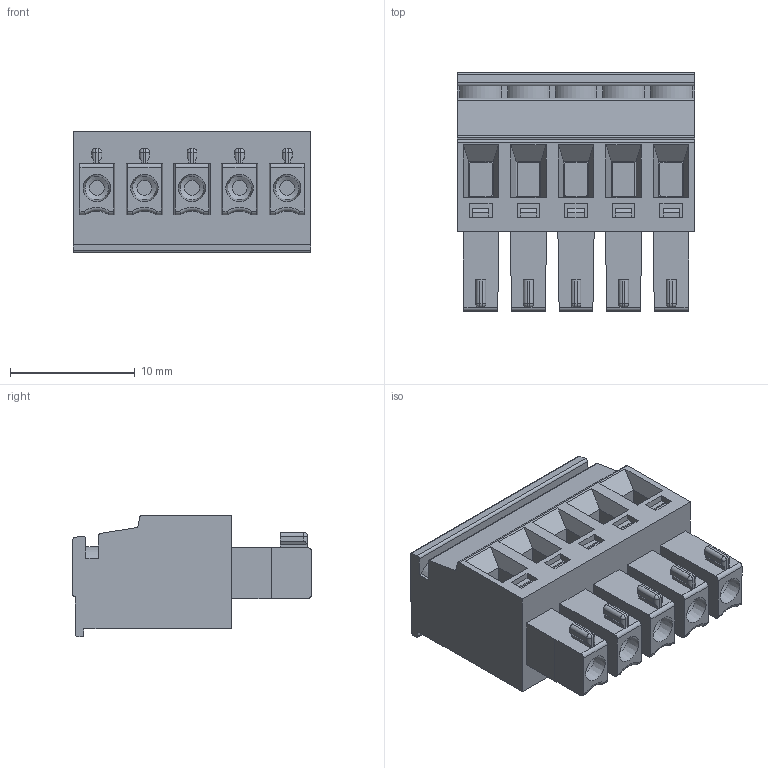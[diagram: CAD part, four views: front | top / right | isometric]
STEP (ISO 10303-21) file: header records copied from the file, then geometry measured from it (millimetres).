
FILE_DESCRIPTION(('STEP AP214'),'1');
FILE_NAME('SV05-3,81-F.stp','2016-09-29T08:15:09',(' '),(' '),'Spatial InterOp 3D',' ',' ');
FILE_SCHEMA(('automotive_design'));
Length unit declared in the file: metre
Products named in the file (1): 1
Bounding box: 19.05 x 19.1 x 9.75 mm (x, y, z)
Volume: 2126.3 mm3; surface area: 2056 mm2
Topology: 1 solids, 1 shells, 365 faces, 914 edges, 586 vertices
Faces by surface type: plane 242, cylinder 98, sphere 10, cone 10, torus 5
Full cylindrical faces by diameter (mm): 1.2 x5, 3 x5
Entity records: 13637 total; most frequent: CARTESIAN_POINT 2017, ORIENTED_EDGE 1768, DIRECTION 1757, EDGE_CURVE 884, LINE 663, VECTOR 663, VERTEX_POINT 586, AXIS2_PLACEMENT_3D 547
